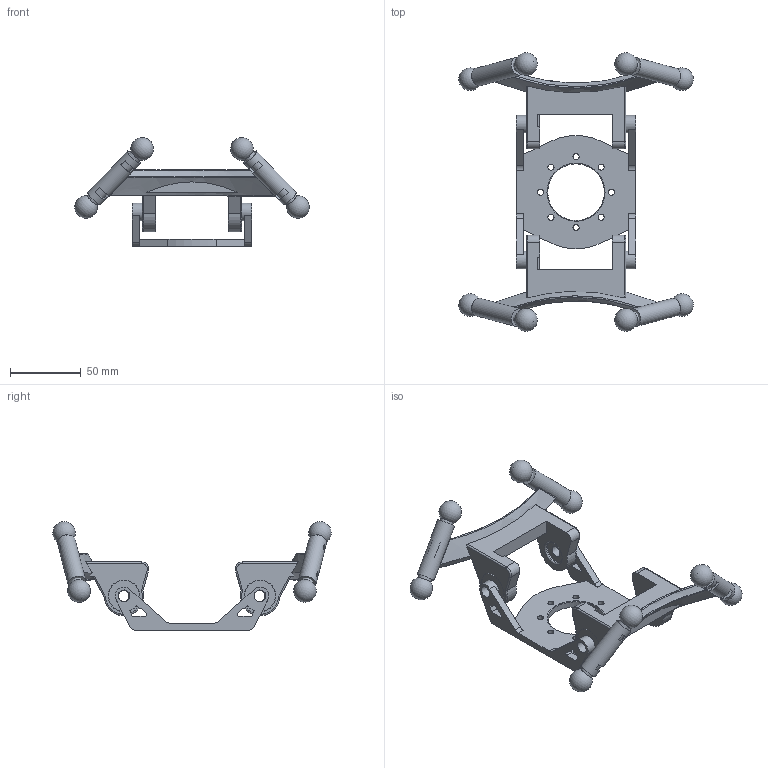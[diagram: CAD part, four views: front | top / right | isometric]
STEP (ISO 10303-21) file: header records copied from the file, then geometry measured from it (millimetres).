
FILE_DESCRIPTION(/* description */ ('STEP AP242','CAx-IF Rec.Pracs.---Representation and Presentation of Product Manufacturing Information (PMI)---4.0---2014-10-13','CAx-IF Rec.Pracs.---3D Tessellated Geometry---0.4---2014-09-14','2;1'),/* implementation_level */ '2;1');
FILE_NAME(/* name */ '618d7a8e767a200fdfb8691e',/* time_stamp */ '2021-11-11T20:18:24+00:00',/* author */ (''),/* organization */ (''),/* preprocessor_version */ 'ST-DEVELOPER v18.1',/* originating_system */ ' ',/* authorisation */ ' ');
FILE_SCHEMA (('AP242_MANAGED_MODEL_BASED_3D_ENGINEERING_MIM_LF { 1 0 10303 442 1 1 4 }'));
Length unit declared in the file: metre
Products named in the file (7): Assembly 1; Attachment ball; Bearing; Origin fin; Nut M6; Attachment rod 1; Part 3
Assembly tree (17 placements, depth 2):
  Assembly 1
    Attachment ball  x8
    Bearing  x4
    Origin fin
    Nut M6  x2
    Attachment rod 1
    Part 3
Bounding box: 165.48 x 196.56 x 76.66 mm (x, y, z)
Volume: 148811.8 mm3; surface area: 72850.3 mm2
Topology: 17 solids, 17 shells, 366 faces, 902 edges, 592 vertices
Faces by surface type: plane 196, cylinder 107, bspline 42, torus 13, sphere 8
Full cylindrical faces by diameter (mm): 4.3 x8, 5.1 x14, 6 x10, 8 x4, 8.4 x4, 9.24 x8, 12.4 x4, 12.7 x4, 16 x4, 22 x4, 22.35 x4, 40 x1
Entity records: 11094 total; most frequent: CARTESIAN_POINT 3682, ORIENTED_EDGE 1466, DIRECTION 1382, EDGE_CURVE 733, VERTEX_POINT 511, AXIS2_PLACEMENT_3D 505, EDGE_LOOP 452, FACE_BOUND 452
